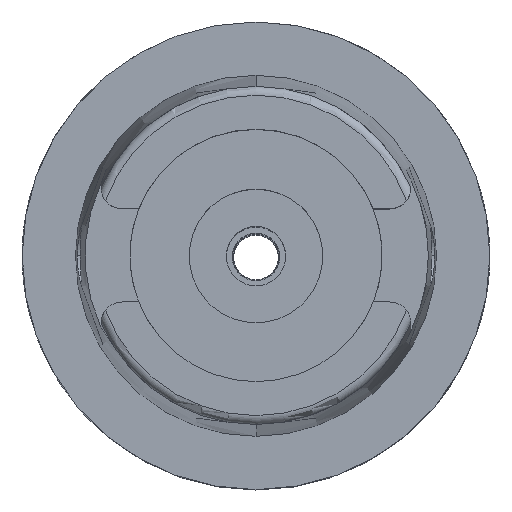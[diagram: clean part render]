
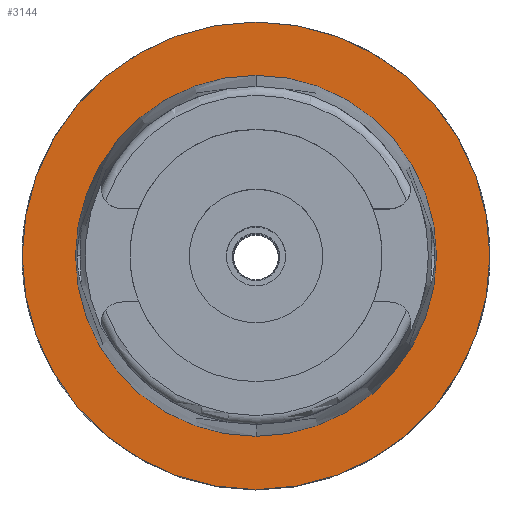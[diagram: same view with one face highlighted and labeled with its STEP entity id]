
A CAD part, top view. The second image highlights one B-rep face of the part: STEP entity #3144.
In plain terms, the highlighted planar face has unit normal (0, 0, 1).
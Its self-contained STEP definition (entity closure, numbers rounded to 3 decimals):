
#660=CARTESIAN_POINT('',(0.,0.,0.));
#661=DIRECTION('',(0.,0.,-1.));
#662=DIRECTION('',(0.,-1.,0.));
#663=AXIS2_PLACEMENT_3D('',#660,#661,#662);
#668=CARTESIAN_POINT('',(0.,0.,0.));
#669=DIRECTION('',(0.,0.,-1.));
#670=DIRECTION('',(0.,1.,0.));
#671=AXIS2_PLACEMENT_3D('',#668,#669,#670);
#676=CARTESIAN_POINT('',(0.,0.,0.));
#677=DIRECTION('',(0.,0.,1.));
#678=DIRECTION('',(0.,-1.,0.));
#679=AXIS2_PLACEMENT_3D('',#676,#677,#678);
#684=CARTESIAN_POINT('',(0.,0.,0.));
#685=DIRECTION('',(0.,0.,1.));
#686=DIRECTION('',(0.,1.,0.));
#687=AXIS2_PLACEMENT_3D('',#684,#685,#686);
#2484=CARTESIAN_POINT('',(0.,-24.315,0.));
#2485=VERTEX_POINT('',#2484);
#2486=CARTESIAN_POINT('',(0.,24.315,0.));
#2487=VERTEX_POINT('',#2486);
#2494=CARTESIAN_POINT('',(0.,-31.5,0.));
#2495=CARTESIAN_POINT('',(0.,31.5,0.));
#2496=VERTEX_POINT('',#2494);
#2497=VERTEX_POINT('',#2495);
#3129=CARTESIAN_POINT('',(0.,0.,0.));
#3130=DIRECTION('',(0.,0.,-1.));
#3131=DIRECTION('',(0.,-1.,0.));
#3132=AXIS2_PLACEMENT_3D('',#3129,#3130,#3131);
#3133=PLANE('',#3132);
#3135=ORIENTED_EDGE('',*,*,#3134,.T.);
#3137=ORIENTED_EDGE('',*,*,#3136,.T.);
#3138=EDGE_LOOP('',(#3135,#3137));
#3139=FACE_OUTER_BOUND('',#3138,.F.);
#3140=ORIENTED_EDGE('',*,*,#3002,.T.);
#3141=ORIENTED_EDGE('',*,*,#3103,.T.);
#3142=EDGE_LOOP('',(#3140,#3141));
#3143=FACE_BOUND('',#3142,.F.);
#664=CIRCLE('',#663,31.5);
#672=CIRCLE('',#671,31.5);
#680=CIRCLE('',#679,24.315);
#688=CIRCLE('',#687,24.315);
#3002=EDGE_CURVE('',#2485,#2487,#680,.T.);
#3103=EDGE_CURVE('',#2487,#2485,#688,.T.);
#3134=EDGE_CURVE('',#2496,#2497,#664,.T.);
#3136=EDGE_CURVE('',#2497,#2496,#672,.T.);
#3144=ADVANCED_FACE('',(#3139,#3143),#3133,.F.);
